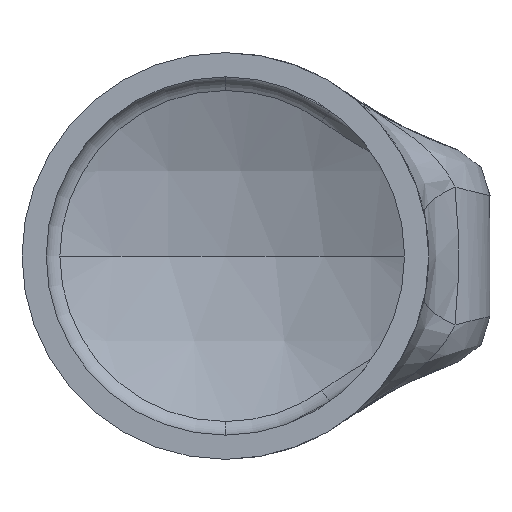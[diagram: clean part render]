
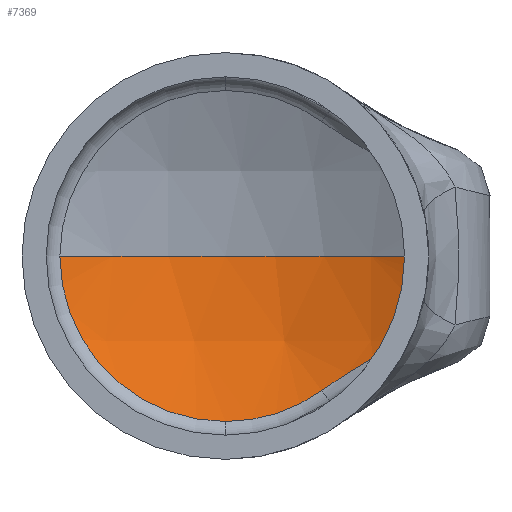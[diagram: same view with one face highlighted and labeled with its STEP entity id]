
A CAD part, left-side view. The second image highlights one B-rep face of the part: STEP entity #7369.
In plain terms, the highlighted spherical face has radius 23.5 mm.
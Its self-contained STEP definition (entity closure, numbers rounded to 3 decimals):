
#44 = B_SPLINE_CURVE_WITH_KNOTS ( 'NONE', 3,
 ( #3479, #4270, #9757, #9652, #7447, #1079, #1860, #9786 ),
 .UNSPECIFIED., .F., .F.,
 ( 4, 2, 2, 4 ),
 ( 0.004, 0.006, 0.007, 0.007 ),
 .UNSPECIFIED. ) ;
#57 = FACE_OUTER_BOUND ( 'NONE', #3855, .T. ) ;
#85 = AXIS2_PLACEMENT_3D ( 'NONE', #2061, #1244, #2858 ) ;
#188 = B_SPLINE_CURVE_WITH_KNOTS ( 'NONE', 3,
 ( #4377, #456, #7459, #7430 ),
 .UNSPECIFIED., .F., .F.,
 ( 4, 4 ),
 ( 0., 0. ),
 .UNSPECIFIED. ) ;
#431 = ORIENTED_EDGE ( 'NONE', *, *, #7559, .T. ) ;
#456 = CARTESIAN_POINT ( 'NONE',  ( 50.475, -11.81, -0.019 ) ) ;
#595 = AXIS2_PLACEMENT_3D ( 'NONE', #2757, #7552, #1210 ) ;
#840 = CARTESIAN_POINT ( 'NONE',  ( 50.463, -11.796, -1.026 ) ) ;
#933 = ORIENTED_EDGE ( 'NONE', *, *, #4965, .F. ) ;
#1079 = CARTESIAN_POINT ( 'NONE',  ( 50.444, -11.669, -2.151 ) ) ;
#1111 = AXIS2_PLACEMENT_3D ( 'NONE', #1678, #2496, #4843 ) ;
#1120 = VERTEX_POINT ( 'NONE', #9631 ) ;
#1210 = DIRECTION ( 'NONE',  ( 0., -1., 0. ) ) ;
#1224 = CARTESIAN_POINT ( 'NONE',  ( 50.373, -10.779, -5.234 ) ) ;
#1241 = CIRCLE ( 'NONE', #1111, 23.5 ) ;
#1244 = DIRECTION ( 'NONE',  ( 1., 0., 0. ) ) ;
#1540 = CARTESIAN_POINT ( 'NONE',  ( 51.302, -6.755, -7.775 ) ) ;
#1569 = CARTESIAN_POINT ( 'NONE',  ( 50.866, -9.148, -6.319 ) ) ;
#1678 = CARTESIAN_POINT ( 'NONE',  ( 30.157, 0., 0. ) ) ;
#1682 = CARTESIAN_POINT ( 'NONE',  ( 50.375, -10.799, -5.186 ) ) ;
#1718 = VERTEX_POINT ( 'NONE', #7840 ) ;
#1860 = CARTESIAN_POINT ( 'NONE',  ( 50.45, -11.713, -1.836 ) ) ;
#2061 = CARTESIAN_POINT ( 'NONE',  ( 51.302, 0., 0. ) ) ;
#2236 = EDGE_CURVE ( 'NONE', #6882, #1718, #1241, .T. ) ;
#2306 = VERTEX_POINT ( 'NONE', #6382 ) ;
#2496 = DIRECTION ( 'NONE',  ( 0., 0., 1. ) ) ;
#2582 = ORIENTED_EDGE ( 'NONE', *, *, #4948, .F. ) ;
#2757 = CARTESIAN_POINT ( 'NONE',  ( 51.302, 0., 0. ) ) ;
#2838 = ORIENTED_EDGE ( 'NONE', *, *, #9144, .F. ) ;
#2858 = DIRECTION ( 'NONE',  ( 0., -1., 0. ) ) ;
#3185 = CARTESIAN_POINT ( 'NONE',  ( 50.474, -11.81, -0.028 ) ) ;
#3244 = CIRCLE ( 'NONE', #85, 10.255 ) ;
#3278 = CARTESIAN_POINT ( 'NONE',  ( 30.157, 0., 0. ) ) ;
#3312 = CARTESIAN_POINT ( 'NONE',  ( 50.474, -11.81, -0.028 ) ) ;
#3386 = CARTESIAN_POINT ( 'NONE',  ( 50.621, -9.956, -5.883 ) ) ;
#3479 = CARTESIAN_POINT ( 'NONE',  ( 50.375, -10.799, -5.186 ) ) ;
#3605 = CARTESIAN_POINT ( 'NONE',  ( 50.334, -10.754, -5.432 ) ) ;
#3855 = EDGE_LOOP ( 'NONE', ( #2838, #6515, #2582, #933, #6154, #6843, #431, #10074, #6657 ) ) ;
#3944 = CARTESIAN_POINT ( 'NONE',  ( 51.302, -5.974, -8.335 ) ) ;
#4007 = EDGE_CURVE ( 'NONE', #1120, #8576, #5423, .T. ) ;
#4270 = CARTESIAN_POINT ( 'NONE',  ( 50.392, -11.046, -4.604 ) ) ;
#4320 = VERTEX_POINT ( 'NONE', #1682 ) ;
#4377 = CARTESIAN_POINT ( 'NONE',  ( 50.474, -11.81, -0.028 ) ) ;
#4841 = CIRCLE ( 'NONE', #595, 10.255 ) ;
#4843 = DIRECTION ( 'NONE',  ( 1., 0., 0. ) ) ;
#4933 = CARTESIAN_POINT ( 'NONE',  ( 50.969, -8.746, -6.546 ) ) ;
#4948 = EDGE_CURVE ( 'NONE', #2306, #1718, #3244, .T. ) ;
#4965 = EDGE_CURVE ( 'NONE', #8576, #2306, #4841, .T. ) ;
#5024 = CARTESIAN_POINT ( 'NONE',  ( 51.302, -5.974, -8.335 ) ) ;
#5423 = B_SPLINE_CURVE_WITH_KNOTS ( 'NONE', 3,
 ( #6243, #9627, #3386, #1569, #4933, #5719, #1540, #3944 ),
 .UNSPECIFIED., .F., .F.,
 ( 4, 2, 2, 4 ),
 ( 0., 0.001, 0.003, 0.006 ),
 .UNSPECIFIED. ) ;
#5544 = VERTEX_POINT ( 'NONE', #6956 ) ;
#5555 = DIRECTION ( 'NONE',  ( 0., 0., -1. ) ) ;
#5587 = DIRECTION ( 'NONE',  ( 0., 0., -1. ) ) ;
#5719 = CARTESIAN_POINT ( 'NONE',  ( 51.217, -7.546, -7.259 ) ) ;
#5934 = CARTESIAN_POINT ( 'NONE',  ( 50.368, -10.764, -5.283 ) ) ;
#6154 = ORIENTED_EDGE ( 'NONE', *, *, #4007, .F. ) ;
#6243 = CARTESIAN_POINT ( 'NONE',  ( 50.314, -10.769, -5.477 ) ) ;
#6342 = CARTESIAN_POINT ( 'NONE',  ( 30.157, 0., 0. ) ) ;
#6345 = CARTESIAN_POINT ( 'NONE',  ( 50.454, -11.746, -1.522 ) ) ;
#6371 = DIRECTION ( 'NONE',  ( 0., 1., 0. ) ) ;
#6382 = CARTESIAN_POINT ( 'NONE',  ( 51.302, 0., -10.255 ) ) ;
#6471 = CIRCLE ( 'NONE', #9109, 23.5 ) ;
#6515 = ORIENTED_EDGE ( 'NONE', *, *, #2236, .T. ) ;
#6657 = ORIENTED_EDGE ( 'NONE', *, *, #9290, .T. ) ;
#6843 = ORIENTED_EDGE ( 'NONE', *, *, #8810, .F. ) ;
#6882 = VERTEX_POINT ( 'NONE', #7758 ) ;
#6956 = CARTESIAN_POINT ( 'NONE',  ( 50.475, -11.809, 0. ) ) ;
#7369 = ADVANCED_FACE ( 'NONE', ( #57 ), #9499, .F. ) ;
#7430 = CARTESIAN_POINT ( 'NONE',  ( 50.475, -11.809, 0. ) ) ;
#7447 = CARTESIAN_POINT ( 'NONE',  ( 50.433, -11.556, -2.775 ) ) ;
#7459 = CARTESIAN_POINT ( 'NONE',  ( 50.475, -11.809, -0.009 ) ) ;
#7552 = DIRECTION ( 'NONE',  ( 1., 0., 0. ) ) ;
#7559 = EDGE_CURVE ( 'NONE', #4320, #9781, #44, .T. ) ;
#7758 = CARTESIAN_POINT ( 'NONE',  ( 53.657, 0., 0. ) ) ;
#7840 = CARTESIAN_POINT ( 'NONE',  ( 51.302, 10.255, 0. ) ) ;
#8028 = CARTESIAN_POINT ( 'NONE',  ( 50.454, -11.746, -1.522 ) ) ;
#8576 = VERTEX_POINT ( 'NONE', #5024 ) ;
#8732 = CARTESIAN_POINT ( 'NONE',  ( 50.469, -11.818, -0.527 ) ) ;
#8810 = EDGE_CURVE ( 'NONE', #4320, #1120, #9331, .T. ) ;
#8963 = CARTESIAN_POINT ( 'NONE',  ( 50.375, -10.799, -5.186 ) ) ;
#8991 = VERTEX_POINT ( 'NONE', #3185 ) ;
#9057 = CARTESIAN_POINT ( 'NONE',  ( 50.349, -10.751, -5.382 ) ) ;
#9109 = AXIS2_PLACEMENT_3D ( 'NONE', #3278, #5555, #9561 ) ;
#9144 = EDGE_CURVE ( 'NONE', #6882, #5544, #6471, .T. ) ;
#9145 = EDGE_CURVE ( 'NONE', #9781, #8991, #10070, .T. ) ;
#9165 = AXIS2_PLACEMENT_3D ( 'NONE', #6342, #5587, #6371 ) ;
#9290 = EDGE_CURVE ( 'NONE', #8991, #5544, #188, .T. ) ;
#9331 = B_SPLINE_CURVE_WITH_KNOTS ( 'NONE', 3,
 ( #8963, #1224, #5934, #9057, #3605, #9844 ),
 .UNSPECIFIED., .F., .F.,
 ( 4, 2, 4 ),
 ( 0., 0., 0. ),
 .UNSPECIFIED. ) ;
#9499 = SPHERICAL_SURFACE ( 'NONE', #9165, 23.5 ) ;
#9561 = DIRECTION ( 'NONE',  ( 0., 1., 0. ) ) ;
#9627 = CARTESIAN_POINT ( 'NONE',  ( 50.477, -10.363, -5.675 ) ) ;
#9631 = CARTESIAN_POINT ( 'NONE',  ( 50.314, -10.769, -5.477 ) ) ;
#9652 = CARTESIAN_POINT ( 'NONE',  ( 50.427, -11.489, -3.085 ) ) ;
#9757 = CARTESIAN_POINT ( 'NONE',  ( 50.407, -11.25, -4.004 ) ) ;
#9781 = VERTEX_POINT ( 'NONE', #8028 ) ;
#9786 = CARTESIAN_POINT ( 'NONE',  ( 50.454, -11.746, -1.522 ) ) ;
#9844 = CARTESIAN_POINT ( 'NONE',  ( 50.314, -10.769, -5.477 ) ) ;
#10070 = B_SPLINE_CURVE_WITH_KNOTS ( 'NONE', 3,
 ( #6345, #840, #8732, #3312 ),
 .UNSPECIFIED., .F., .F.,
 ( 4, 4 ),
 ( 0., 0.001 ),
 .UNSPECIFIED. ) ;
#10074 = ORIENTED_EDGE ( 'NONE', *, *, #9145, .T. ) ;
